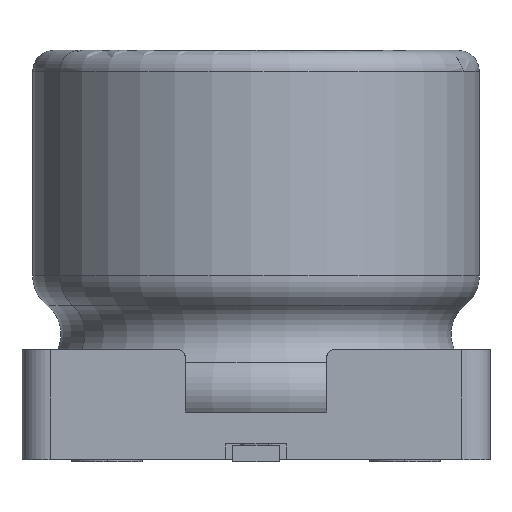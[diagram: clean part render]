
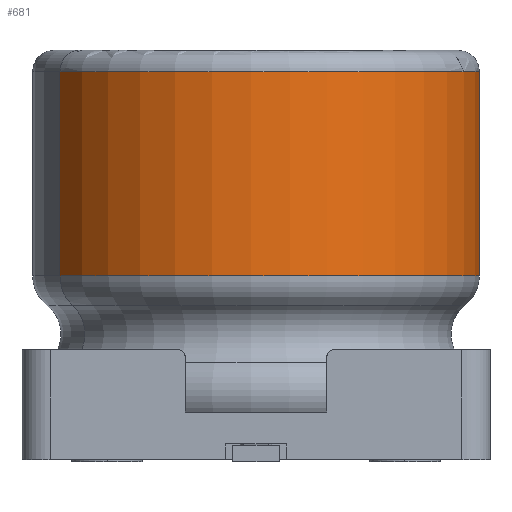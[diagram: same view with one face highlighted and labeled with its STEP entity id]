
A CAD part, left-side view. The second image highlights one B-rep face of the part: STEP entity #681.
In plain terms, the highlighted cylindrical face has radius 3.15 mm (diameter 6.3 mm), a partial arc.
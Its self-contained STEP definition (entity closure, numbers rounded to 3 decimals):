
#598=CARTESIAN_POINT('Vertex',(1.51,-2.764,5.5)) ;
#605=CARTESIAN_POINT('Vertex',(-1.51,2.764,5.5)) ;
#620=CARTESIAN_POINT('Axis2P3D Location',(0.,0.,3.232)) ;
#625=CARTESIAN_POINT('Line Origine',(1.51,-2.764,4.209)) ;
#629=CARTESIAN_POINT('Vertex',(1.51,-2.764,2.619)) ;
#636=CARTESIAN_POINT('Vertex',(-1.51,2.764,2.619)) ;
#639=CARTESIAN_POINT('Line Origine',(-1.51,2.764,4.209)) ;
#656=CARTESIAN_POINT('Axis2P3D Location',(0.,0.,5.5)) ;
#670=CARTESIAN_POINT('Axis2P3D Location',(0.,0.,2.619)) ;
#627=VECTOR('Line Direction',#626,1.) ;
#641=VECTOR('Line Direction',#640,1.) ;
#621=DIRECTION('Axis2P3D Direction',(0.,0.,1.)) ;
#622=DIRECTION('Axis2P3D XDirection',(-0.479,0.878,0.)) ;
#626=DIRECTION('Vector Direction',(0.,0.,1.)) ;
#640=DIRECTION('Vector Direction',(0.,0.,1.)) ;
#657=DIRECTION('Axis2P3D Direction',(0.,-0.,1.)) ;
#671=DIRECTION('Axis2P3D Direction',(0.,0.,1.)) ;
#623=AXIS2_PLACEMENT_3D('Cylinder Axis2P3D',#620,#621,#622) ;
#658=AXIS2_PLACEMENT_3D('Circle Axis2P3D',#656,#657,$) ;
#672=AXIS2_PLACEMENT_3D('Circle Axis2P3D',#670,#671,$) ;
#628=LINE('Line',#625,#627) ;
#642=LINE('Line',#639,#641) ;
#659=CIRCLE('generated circle',#658,3.15) ;
#673=CIRCLE('generated circle',#672,3.15) ;
#624=CYLINDRICAL_SURFACE('generated cylinder',#623,3.15) ;
#631=EDGE_CURVE('',#630,#599,#628,.T.) ;
#643=EDGE_CURVE('',#637,#606,#642,.T.) ;
#660=EDGE_CURVE('',#606,#599,#659,.T.) ;
#674=EDGE_CURVE('',#637,#630,#673,.T.) ;
#675=EDGE_LOOP('',(#676,#677,#678,#679)) ;
#676=ORIENTED_EDGE('',*,*,#643,.F.) ;
#677=ORIENTED_EDGE('',*,*,#674,.T.) ;
#678=ORIENTED_EDGE('',*,*,#631,.T.) ;
#679=ORIENTED_EDGE('',*,*,#660,.F.) ;
#599=VERTEX_POINT('',#598) ;
#606=VERTEX_POINT('',#605) ;
#630=VERTEX_POINT('',#629) ;
#637=VERTEX_POINT('',#636) ;
#681=ADVANCED_FACE('\X2\FF8AFF9FFF70FF82\X0\ \X2\FF8EFF9EFF83FF9EFF68FF70\X0\',(#680),#624,.T.) ;
#680=FACE_OUTER_BOUND('',#675,.T.) ;
